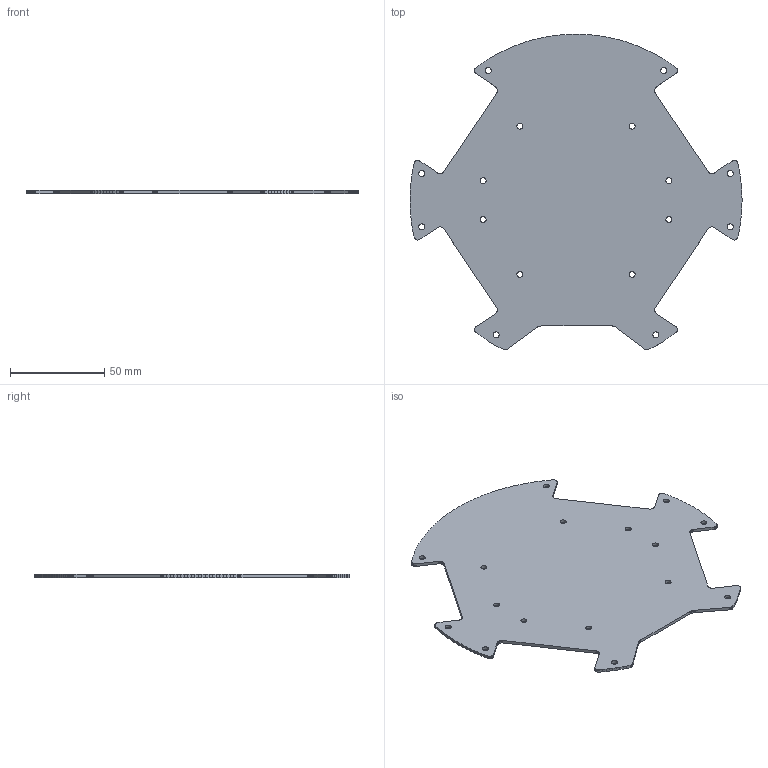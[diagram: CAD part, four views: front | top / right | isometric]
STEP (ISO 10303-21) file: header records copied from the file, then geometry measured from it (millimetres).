
FILE_DESCRIPTION(('KiCad electronic assembly'),'2;1');
FILE_NAME('2024l2.step','2023-07-21T22:59:58',('Pcbnew'),('Kicad'), 'Open CASCADE STEP processor 7.7','KiCad to STEP converter','Unknown' );
FILE_SCHEMA(('AUTOMOTIVE_DESIGN { 1 0 10303 214 1 1 1 1 }'));
Length unit declared in the file: millimetre
Products named in the file (2): 2024l2 1; _autosave-2024l2 PCB
Assembly tree (1 placements, depth 2):
  2024l2 1
    _autosave-2024l2 PCB
Bounding box: 175.99 x 167.28 x 1.6 mm (x, y, z)
Volume: 29821.3 mm3; surface area: 38601.5 mm2
Topology: 1 solids, 1 shells, 388 faces, 1158 edges, 772 vertices
Faces by surface type: plane 372, cylinder 16
Full cylindrical faces by diameter (mm): 3.2 x16
Entity records: 28055 total; most frequent: CARTESIAN_POINT 4828, DIRECTION 4254, LINE 3410, VECTOR 3410, ORIENTED_EDGE 2316, PCURVE 2316, DEFINITIONAL_REPRESENTATION 2316, EDGE_CURVE 1158
